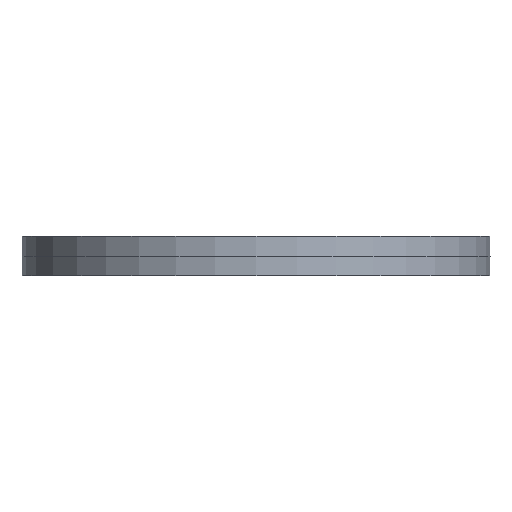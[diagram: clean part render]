
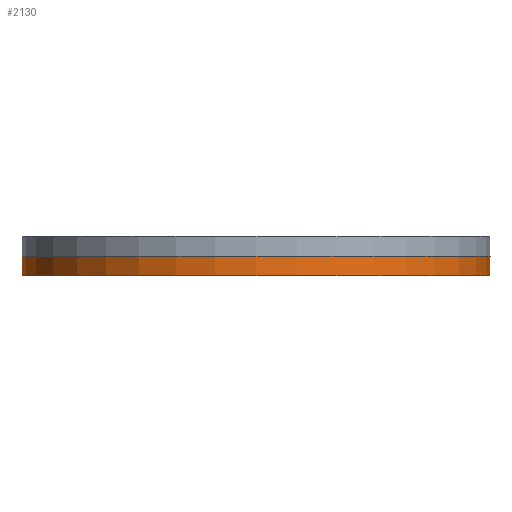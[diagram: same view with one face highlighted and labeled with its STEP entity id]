
A CAD part, front view. The second image highlights one B-rep face of the part: STEP entity #2130.
In plain terms, the highlighted conical face has half-angle 0.5 degrees and reference radius 19.05 mm.
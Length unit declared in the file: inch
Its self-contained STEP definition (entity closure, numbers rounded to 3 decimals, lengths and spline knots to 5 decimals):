
#559 = DIRECTION ( 'NONE',  ( 0., 0., 1. ) ) ;
#1246 = VERTEX_POINT ( 'NONE', #5214 ) ;
#1329 = CARTESIAN_POINT ( 'NONE',  ( 0., 0., 0. ) ) ;
#1560 = CARTESIAN_POINT ( 'NONE',  ( -0.75, 0., 0. ) ) ;
#1774 = VERTEX_POINT ( 'NONE', #5594 ) ;
#1939 = VECTOR ( 'NONE', #3757, 39.37008 ) ;
#1995 = DIRECTION ( 'NONE',  ( -1., 0., 0. ) ) ;
#2130 = ADVANCED_FACE ( 'NONE', ( #3526 ), #3293, .T. ) ;
#2258 = CARTESIAN_POINT ( 'NONE',  ( 0.74945, 0., -0.0625 ) ) ;
#2333 = LINE ( 'NONE', #4310, #1939 ) ;
#2358 = AXIS2_PLACEMENT_3D ( 'NONE', #4966, #5413, #1995 ) ;
#2451 = EDGE_CURVE ( 'NONE', #5732, #1774, #2333, .T. ) ;
#2482 = CIRCLE ( 'NONE', #3416, 0.75 ) ;
#2545 = DIRECTION ( 'NONE',  ( 1., 0., 0. ) ) ;
#2730 = DIRECTION ( 'NONE',  ( 1., 0., 0. ) ) ;
#3038 = CARTESIAN_POINT ( 'NONE',  ( 0., 0., -0.0625 ) ) ;
#3075 = LINE ( 'NONE', #5189, #3146 ) ;
#3146 = VECTOR ( 'NONE', #6257, 39.37008 ) ;
#3239 = EDGE_LOOP ( 'NONE', ( #4601, #6065, #5400, #3372 ) ) ;
#3293 = CONICAL_SURFACE ( 'NONE', #2358, 0.75, 0.009 ) ;
#3327 = AXIS2_PLACEMENT_3D ( 'NONE', #3038, #559, #2545 ) ;
#3372 = ORIENTED_EDGE ( 'NONE', *, *, #5636, .F. ) ;
#3416 = AXIS2_PLACEMENT_3D ( 'NONE', #1329, #3736, #2730 ) ;
#3526 = FACE_OUTER_BOUND ( 'NONE', #3239, .T. ) ;
#3629 = CIRCLE ( 'NONE', #3327, 0.74945 ) ;
#3646 = VERTEX_POINT ( 'NONE', #1560 ) ;
#3728 = EDGE_CURVE ( 'NONE', #3646, #1774, #2482, .T. ) ;
#3736 = DIRECTION ( 'NONE',  ( 0., 0., 1. ) ) ;
#3757 = DIRECTION ( 'NONE',  ( 0.009, 0., 1. ) ) ;
#4310 = CARTESIAN_POINT ( 'NONE',  ( 0.75, 0., 0. ) ) ;
#4322 = EDGE_CURVE ( 'NONE', #1246, #5732, #3629, .T. ) ;
#4601 = ORIENTED_EDGE ( 'NONE', *, *, #4322, .T. ) ;
#4966 = CARTESIAN_POINT ( 'NONE',  ( 0., 0., 0. ) ) ;
#5189 = CARTESIAN_POINT ( 'NONE',  ( -0.75, 0., 0. ) ) ;
#5214 = CARTESIAN_POINT ( 'NONE',  ( -0.74945, 0., -0.0625 ) ) ;
#5400 = ORIENTED_EDGE ( 'NONE', *, *, #3728, .F. ) ;
#5413 = DIRECTION ( 'NONE',  ( 0., 0., 1. ) ) ;
#5594 = CARTESIAN_POINT ( 'NONE',  ( 0.75, 0., 0. ) ) ;
#5636 = EDGE_CURVE ( 'NONE', #1246, #3646, #3075, .T. ) ;
#5732 = VERTEX_POINT ( 'NONE', #2258 ) ;
#6065 = ORIENTED_EDGE ( 'NONE', *, *, #2451, .T. ) ;
#6257 = DIRECTION ( 'NONE',  ( -0.009, 0., 1. ) ) ;
